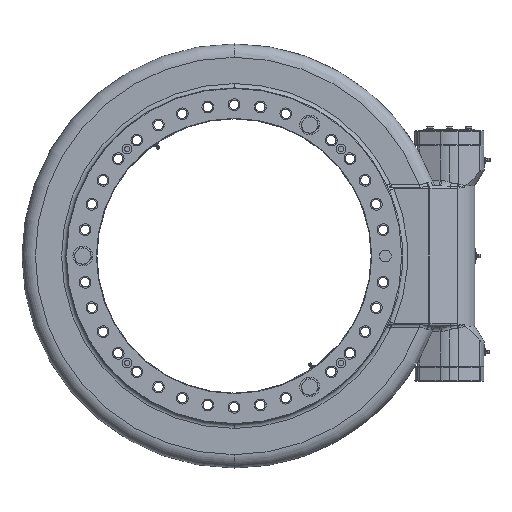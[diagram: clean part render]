
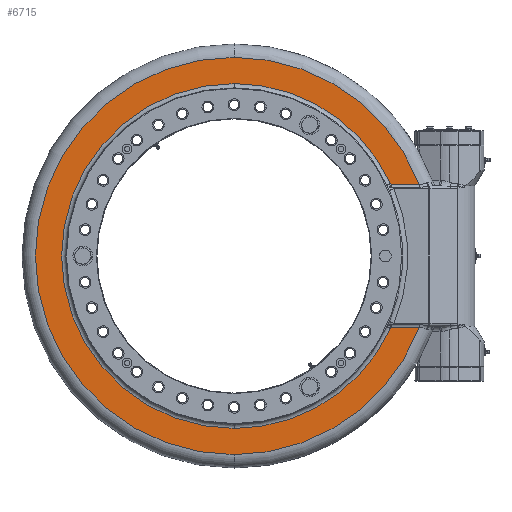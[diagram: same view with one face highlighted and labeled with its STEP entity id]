
A CAD part, left-side view. The second image highlights one B-rep face of the part: STEP entity #6715.
In plain terms, the highlighted planar face has unit normal (-1, 0, 0).
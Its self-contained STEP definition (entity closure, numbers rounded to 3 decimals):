
#578 = CARTESIAN_POINT ( 'NONE',  ( -66.2, 0., 0. ) ) ;
#1595 = ORIENTED_EDGE ( 'NONE', *, *, #30495, .T. ) ;
#2508 = CARTESIAN_POINT ( 'NONE',  ( -66.2, -293.05, -134.015 ) ) ;
#2559 = VECTOR ( 'NONE', #2962, 1000. ) ;
#2569 = EDGE_CURVE ( 'NONE', #5545, #8332, #30383, .T. ) ;
#2962 = DIRECTION ( 'NONE',  ( 0., -1., 0. ) ) ;
#3428 = DIRECTION ( 'NONE',  ( 0., 0., 1. ) ) ;
#4081 = DIRECTION ( 'NONE',  ( 0., 0., 1. ) ) ;
#4439 = AXIS2_PLACEMENT_3D ( 'NONE', #36918, #16099, #40419 ) ;
#4462 = VERTEX_POINT ( 'NONE', #18960 ) ;
#5041 = EDGE_CURVE ( 'NONE', #8603, #36627, #7108, .T. ) ;
#5392 = CARTESIAN_POINT ( 'NONE',  ( -66.2, -292.168, -135.357 ) ) ;
#5545 = VERTEX_POINT ( 'NONE', #41445 ) ;
#5977 = CIRCLE ( 'NONE', #28612, 371. ) ;
#6065 = CARTESIAN_POINT ( 'NONE',  ( -66.2, -292.338, -134.99 ) ) ;
#6550 = B_SPLINE_CURVE_WITH_KNOTS ( 'NONE', 3,
 ( #10061, #27305, #17069, #41415, #20578, #44887 ),
 .UNSPECIFIED., .F., .F.,
 ( 4, 2, 4 ),
 ( 0., 0.001, 0.002 ),
 .UNSPECIFIED. ) ;
#6715 = ADVANCED_FACE ( 'NONE', ( #31770 ), #40950, .F. ) ;
#7108 = CIRCLE ( 'NONE', #11417, 322. ) ;
#7570 = CARTESIAN_POINT ( 'NONE',  ( -66.2, 0., 0. ) ) ;
#8332 = VERTEX_POINT ( 'NONE', #25181 ) ;
#8603 = VERTEX_POINT ( 'NONE', #23470 ) ;
#9302 = VERTEX_POINT ( 'NONE', #34246 ) ;
#9394 = CARTESIAN_POINT ( 'NONE',  ( -66.2, -293.652, -133.483 ) ) ;
#9918 = DIRECTION ( 'NONE',  ( 1., 0., 0. ) ) ;
#10061 = CARTESIAN_POINT ( 'NONE',  ( -66.2, -292.168, 135.357 ) ) ;
#11050 = DIRECTION ( 'NONE',  ( 0., 0., 1. ) ) ;
#11417 = AXIS2_PLACEMENT_3D ( 'NONE', #45125, #24347, #3428 ) ;
#11586 = LINE ( 'NONE', #40048, #39341 ) ;
#11800 = AXIS2_PLACEMENT_3D ( 'NONE', #30771, #9918, #34278 ) ;
#12153 = DIRECTION ( 'NONE',  ( -1., 0., 0. ) ) ;
#12404 = EDGE_CURVE ( 'NONE', #35480, #8603, #23503, .T. ) ;
#12642 = DIRECTION ( 'NONE',  ( -1., 0., 0. ) ) ;
#12714 = EDGE_CURVE ( 'NONE', #4462, #36627, #17691, .T. ) ;
#13342 = CARTESIAN_POINT ( 'NONE',  ( -66.2, 322., 133.483 ) ) ;
#14612 = EDGE_LOOP ( 'NONE', ( #41831, #1595, #17778, #35151, #28462, #40947, #22868, #29648, #40302, #35458 ) ) ;
#15548 = EDGE_CURVE ( 'NONE', #40212, #44694, #16955, .T. ) ;
#16099 = DIRECTION ( 'NONE',  ( -1., 0., 0. ) ) ;
#16955 = CIRCLE ( 'NONE', #4439, 371. ) ;
#17069 = CARTESIAN_POINT ( 'NONE',  ( -66.2, -292.554, 134.645 ) ) ;
#17691 = B_SPLINE_CURVE_WITH_KNOTS ( 'NONE', 3,
 ( #9394, #26650, #2508, #26939, #6065, #30415 ),
 .UNSPECIFIED., .F., .F.,
 ( 4, 2, 4 ),
 ( 0., 0.001, 0.002 ),
 .UNSPECIFIED. ) ;
#17778 = ORIENTED_EDGE ( 'NONE', *, *, #15548, .T. ) ;
#17958 = AXIS2_PLACEMENT_3D ( 'NONE', #578, #25002, #4081 ) ;
#18960 = CARTESIAN_POINT ( 'NONE',  ( -66.2, -293.652, -133.483 ) ) ;
#20337 = AXIS2_PLACEMENT_3D ( 'NONE', #33529, #12642, #37002 ) ;
#20578 = CARTESIAN_POINT ( 'NONE',  ( -66.2, -293.33, 133.729 ) ) ;
#22868 = ORIENTED_EDGE ( 'NONE', *, *, #12404, .F. ) ;
#23470 = CARTESIAN_POINT ( 'NONE',  ( -66.2, 0., -322. ) ) ;
#23503 = CIRCLE ( 'NONE', #17958, 322. ) ;
#24347 = DIRECTION ( 'NONE',  ( -1., 0., 0. ) ) ;
#25002 = DIRECTION ( 'NONE',  ( -1., 0., 0. ) ) ;
#25181 = CARTESIAN_POINT ( 'NONE',  ( -66.2, -346.155, 133.483 ) ) ;
#26650 = CARTESIAN_POINT ( 'NONE',  ( -66.2, -293.33, -133.729 ) ) ;
#26939 = CARTESIAN_POINT ( 'NONE',  ( -66.2, -292.554, -134.645 ) ) ;
#27305 = CARTESIAN_POINT ( 'NONE',  ( -66.2, -292.338, 134.99 ) ) ;
#27678 = AXIS2_PLACEMENT_3D ( 'NONE', #7570, #31896, #11050 ) ;
#28462 = ORIENTED_EDGE ( 'NONE', *, *, #12714, .T. ) ;
#28612 = AXIS2_PLACEMENT_3D ( 'NONE', #33015, #12153, #36508 ) ;
#29648 = ORIENTED_EDGE ( 'NONE', *, *, #43790, .F. ) ;
#29747 = DIRECTION ( 'NONE',  ( 0., 1., 0. ) ) ;
#30383 = LINE ( 'NONE', #13342, #2559 ) ;
#30415 = CARTESIAN_POINT ( 'NONE',  ( -66.2, -292.168, -135.357 ) ) ;
#30495 = EDGE_CURVE ( 'NONE', #39022, #40212, #5977, .T. ) ;
#30771 = CARTESIAN_POINT ( 'NONE',  ( -66.2, 322., 0. ) ) ;
#31770 = FACE_OUTER_BOUND ( 'NONE', #14612, .T. ) ;
#31896 = DIRECTION ( 'NONE',  ( -1., 0., 0. ) ) ;
#33015 = CARTESIAN_POINT ( 'NONE',  ( -66.2, 0., 0. ) ) ;
#33529 = CARTESIAN_POINT ( 'NONE',  ( -66.2, 0., 0. ) ) ;
#34246 = CARTESIAN_POINT ( 'NONE',  ( -66.2, -292.168, 135.357 ) ) ;
#34278 = DIRECTION ( 'NONE',  ( 0., 0., -1. ) ) ;
#35151 = ORIENTED_EDGE ( 'NONE', *, *, #36610, .T. ) ;
#35458 = ORIENTED_EDGE ( 'NONE', *, *, #2569, .T. ) ;
#35480 = VERTEX_POINT ( 'NONE', #39274 ) ;
#35742 = CARTESIAN_POINT ( 'NONE',  ( -66.2, -346.155, -133.483 ) ) ;
#36269 = CARTESIAN_POINT ( 'NONE',  ( -66.2, 0., 371. ) ) ;
#36508 = DIRECTION ( 'NONE',  ( 0., 0., 1. ) ) ;
#36610 = EDGE_CURVE ( 'NONE', #44694, #4462, #11586, .T. ) ;
#36627 = VERTEX_POINT ( 'NONE', #5392 ) ;
#36918 = CARTESIAN_POINT ( 'NONE',  ( -66.2, 0., 0. ) ) ;
#37002 = DIRECTION ( 'NONE',  ( 0., 0., 1. ) ) ;
#38351 = CIRCLE ( 'NONE', #20337, 322. ) ;
#39022 = VERTEX_POINT ( 'NONE', #36269 ) ;
#39274 = CARTESIAN_POINT ( 'NONE',  ( -66.2, 0., 322. ) ) ;
#39341 = VECTOR ( 'NONE', #29747, 1000. ) ;
#39577 = EDGE_CURVE ( 'NONE', #9302, #5545, #6550, .T. ) ;
#40048 = CARTESIAN_POINT ( 'NONE',  ( -66.2, 322., -133.483 ) ) ;
#40212 = VERTEX_POINT ( 'NONE', #43025 ) ;
#40302 = ORIENTED_EDGE ( 'NONE', *, *, #39577, .T. ) ;
#40419 = DIRECTION ( 'NONE',  ( 0., 0., 1. ) ) ;
#40693 = CIRCLE ( 'NONE', #27678, 371. ) ;
#40947 = ORIENTED_EDGE ( 'NONE', *, *, #5041, .F. ) ;
#40950 = PLANE ( 'NONE',  #11800 ) ;
#41415 = CARTESIAN_POINT ( 'NONE',  ( -66.2, -293.05, 134.015 ) ) ;
#41445 = CARTESIAN_POINT ( 'NONE',  ( -66.2, -293.652, 133.483 ) ) ;
#41831 = ORIENTED_EDGE ( 'NONE', *, *, #43125, .T. ) ;
#43025 = CARTESIAN_POINT ( 'NONE',  ( -66.2, 0., -371. ) ) ;
#43125 = EDGE_CURVE ( 'NONE', #8332, #39022, #40693, .T. ) ;
#43790 = EDGE_CURVE ( 'NONE', #9302, #35480, #38351, .T. ) ;
#44694 = VERTEX_POINT ( 'NONE', #35742 ) ;
#44887 = CARTESIAN_POINT ( 'NONE',  ( -66.2, -293.652, 133.483 ) ) ;
#45125 = CARTESIAN_POINT ( 'NONE',  ( -66.2, 0., 0. ) ) ;
